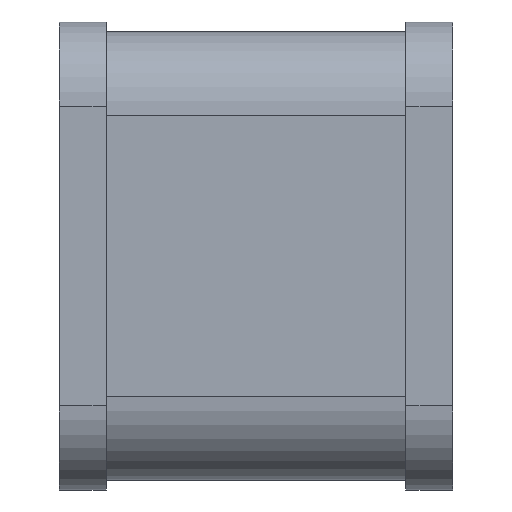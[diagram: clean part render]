
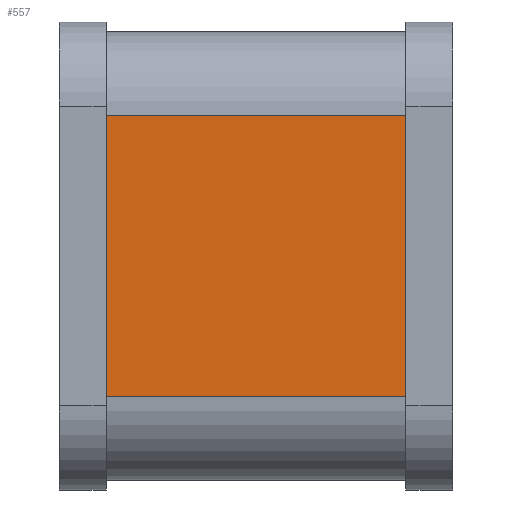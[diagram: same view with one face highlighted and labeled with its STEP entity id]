
A CAD part, front view. The second image highlights one B-rep face of the part: STEP entity #557.
In plain terms, the highlighted planar face has unit normal (0, -1, 0).
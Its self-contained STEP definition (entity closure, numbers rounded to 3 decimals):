
#172 = ORIENTED_EDGE ( 'NONE', *, *, #867, .T. ) ;
#343 = EDGE_CURVE ( 'NONE', #948, #1401, #1237, .T. ) ;
#362 = EDGE_CURVE ( 'NONE', #1108, #948, #774, .T. ) ;
#390 = VECTOR ( 'NONE', #2069, 1000. ) ;
#423 = AXIS2_PLACEMENT_3D ( 'NONE', #550, #1182, #1380 ) ;
#519 = LINE ( 'NONE', #1279, #1550 ) ;
#550 = CARTESIAN_POINT ( 'NONE',  ( 0., -2.4, 0. ) ) ;
#557 = ADVANCED_FACE ( 'NONE', ( #1883 ), #2012, .T. ) ;
#676 = DIRECTION ( 'NONE',  ( 0., 0., -1. ) ) ;
#733 = CARTESIAN_POINT ( 'NONE',  ( -1.6, -2.4, 1. ) ) ;
#774 = LINE ( 'NONE', #1393, #858 ) ;
#858 = VECTOR ( 'NONE', #949, 1000. ) ;
#867 = EDGE_CURVE ( 'NONE', #1401, #2003, #1585, .T. ) ;
#942 = EDGE_CURVE ( 'NONE', #1108, #2003, #519, .T. ) ;
#948 = VERTEX_POINT ( 'NONE', #1978 ) ;
#949 = DIRECTION ( 'NONE',  ( -1., 0., 0. ) ) ;
#1064 = ORIENTED_EDGE ( 'NONE', *, *, #942, .F. ) ;
#1108 = VERTEX_POINT ( 'NONE', #2025 ) ;
#1182 = DIRECTION ( 'NONE',  ( 0., -1., 0. ) ) ;
#1237 = LINE ( 'NONE', #1577, #1785 ) ;
#1261 = CARTESIAN_POINT ( 'NONE',  ( 1.6, -2.4, 1. ) ) ;
#1264 = ORIENTED_EDGE ( 'NONE', *, *, #362, .T. ) ;
#1279 = CARTESIAN_POINT ( 'NONE',  ( 1.6, -2.4, 0. ) ) ;
#1380 = DIRECTION ( 'NONE',  ( 1., 0., 0. ) ) ;
#1393 = CARTESIAN_POINT ( 'NONE',  ( 0., -2.4, 4. ) ) ;
#1399 = CARTESIAN_POINT ( 'NONE',  ( 0., -2.4, 1. ) ) ;
#1401 = VERTEX_POINT ( 'NONE', #733 ) ;
#1550 = VECTOR ( 'NONE', #676, 1000. ) ;
#1577 = CARTESIAN_POINT ( 'NONE',  ( -1.6, -2.4, 0. ) ) ;
#1585 = LINE ( 'NONE', #1399, #390 ) ;
#1608 = DIRECTION ( 'NONE',  ( 0., 0., -1. ) ) ;
#1713 = EDGE_LOOP ( 'NONE', ( #1264, #1929, #172, #1064 ) ) ;
#1785 = VECTOR ( 'NONE', #1608, 1000. ) ;
#1883 = FACE_OUTER_BOUND ( 'NONE', #1713, .T. ) ;
#1929 = ORIENTED_EDGE ( 'NONE', *, *, #343, .T. ) ;
#1978 = CARTESIAN_POINT ( 'NONE',  ( -1.6, -2.4, 4. ) ) ;
#2003 = VERTEX_POINT ( 'NONE', #1261 ) ;
#2012 = PLANE ( 'NONE',  #423 ) ;
#2025 = CARTESIAN_POINT ( 'NONE',  ( 1.6, -2.4, 4. ) ) ;
#2069 = DIRECTION ( 'NONE',  ( 1., 0., 0. ) ) ;
